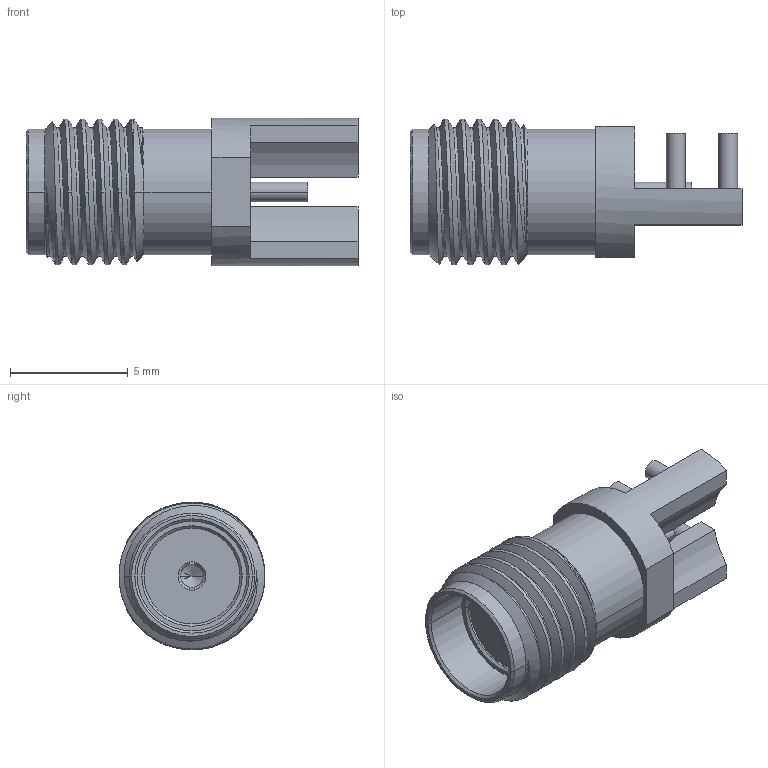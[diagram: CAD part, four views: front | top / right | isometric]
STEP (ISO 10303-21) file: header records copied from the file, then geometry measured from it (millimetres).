
FILE_DESCRIPTION((''),'2;1');
FILE_NAME('901-10510-3_SW0001','2020-01-31T',('Kaviyarasan'),(''),'CREO PARAMETRIC BY PTC INC, 2018360','CREO PARAMETRIC BY PTC INC, 2018360','');
FILE_SCHEMA(('CONFIG_CONTROL_DESIGN'));
Length unit declared in the file: millimetre
Products named in the file (1): 901-10510-3_SW0001
Bounding box: 14.08 x 6.19 x 6.27 mm (x, y, z)
Volume: 238 mm3; surface area: 407.7 mm2
Topology: 1 solids, 1 shells, 88 faces, 215 edges, 136 vertices
Faces by surface type: cylinder 37, plane 28, cone 14, bspline 9
Entity records: 5344 total; most frequent: CARTESIAN_POINT 3272, ORIENTED_EDGE 426, DIRECTION 412, EDGE_CURVE 213, AXIS2_PLACEMENT_3D 156, VERTEX_POINT 136, VECTOR 100, LINE 100
